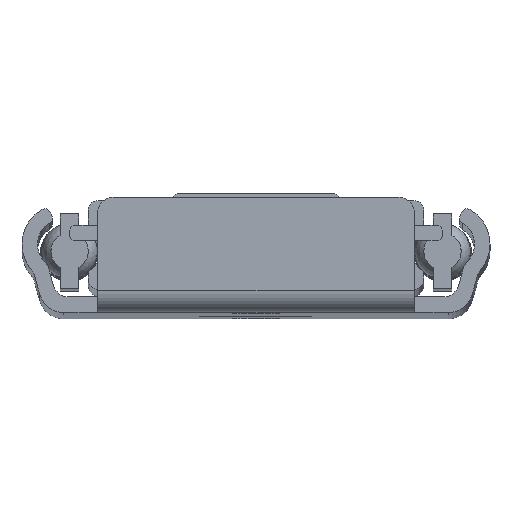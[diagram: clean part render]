
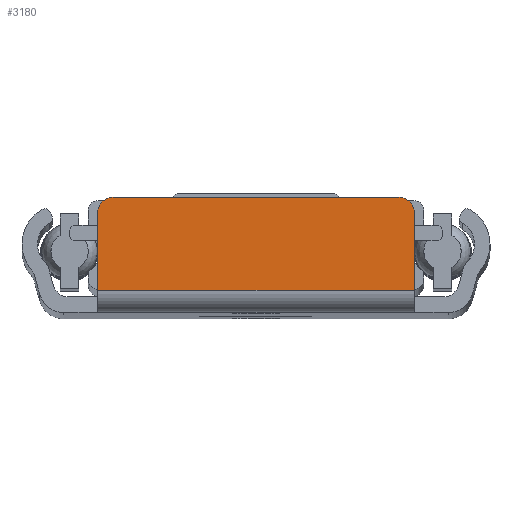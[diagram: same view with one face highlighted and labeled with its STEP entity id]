
A CAD part, top view. The second image highlights one B-rep face of the part: STEP entity #3180.
In plain terms, the highlighted planar face has unit normal (0, 0, 1).
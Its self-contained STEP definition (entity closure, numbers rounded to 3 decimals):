
#1700=CARTESIAN_POINT('',(-25.506,16.005,1422.4));
#1701=VERTEX_POINT('',#1700);
#1702=CARTESIAN_POINT('',(-23.006,18.505,1422.4));
#1703=VERTEX_POINT('',#1702);
#1704=CARTESIAN_POINT('',(-23.006,16.005,1422.4));
#1705=DIRECTION('',(0.,0.,-1.0));
#1706=DIRECTION('',(-0.707,0.707,0.));
#1707=AXIS2_PLACEMENT_3D('',#1704,#1705,#1706);
#1708=CIRCLE('',#1707,2.5);
#1709=EDGE_CURVE('',#1701,#1703,#1708,.T.);
#1751=CARTESIAN_POINT('',(-25.506,3.505,1422.4));
#1752=VERTEX_POINT('',#1751);
#1759=CARTESIAN_POINT('',(-25.506,3.505,1422.4));
#1760=DIRECTION('',(0.0,1.0,0.0));
#1761=VECTOR('',#1760,12.5);
#1762=LINE('',#1759,#1761);
#1763=EDGE_CURVE('',#1752,#1701,#1762,.T.);
#1814=CARTESIAN_POINT('',(22.994,18.505,1422.4));
#1815=VERTEX_POINT('',#1814);
#1816=CARTESIAN_POINT('',(25.494,16.005,1422.4));
#1817=VERTEX_POINT('',#1816);
#1818=CARTESIAN_POINT('',(22.994,16.005,1422.4));
#1819=DIRECTION('',(0.,0.,-1.0));
#1820=DIRECTION('',(0.707,0.707,0.));
#1821=AXIS2_PLACEMENT_3D('',#1818,#1819,#1820);
#1822=CIRCLE('',#1821,2.5);
#1823=EDGE_CURVE('',#1815,#1817,#1822,.T.);
#1847=CARTESIAN_POINT('',(25.494,3.505,1422.4));
#1848=VERTEX_POINT('',#1847);
#1849=CARTESIAN_POINT('',(25.494,16.005,1422.4));
#1850=DIRECTION('',(0.0,-1.0,0.0));
#1851=VECTOR('',#1850,12.5);
#1852=LINE('',#1849,#1851);
#1853=EDGE_CURVE('',#1817,#1848,#1852,.T.);
#3080=CARTESIAN_POINT('',(-25.506,3.505,1422.4));
#3081=DIRECTION('',(1.0,0.0,0.0));
#3082=VECTOR('',#3081,51.);
#3083=LINE('',#3080,#3082);
#3084=EDGE_CURVE('',#1752,#1848,#3083,.T.);
#3156=CARTESIAN_POINT('',(-23.006,18.505,1422.4));
#3157=DIRECTION('',(1.0,0.0,0.0));
#3158=VECTOR('',#3157,46.);
#3159=LINE('',#3156,#3158);
#3160=EDGE_CURVE('',#1703,#1815,#3159,.T.);
#3167=CARTESIAN_POINT('',(-0.006,9.679,1422.4));
#3168=DIRECTION('',(0.0,0.0,-1.0));
#3169=DIRECTION('',(0.0,1.0,0.0));
#3170=AXIS2_PLACEMENT_3D('',#3167,#3168,#3169);
#3171=PLANE('',#3170);
#3172=ORIENTED_EDGE('',*,*,#1709,.F.);
#3173=ORIENTED_EDGE('',*,*,#1763,.F.);
#3174=ORIENTED_EDGE('',*,*,#3084,.T.);
#3175=ORIENTED_EDGE('',*,*,#1853,.F.);
#3176=ORIENTED_EDGE('',*,*,#1823,.F.);
#3177=ORIENTED_EDGE('',*,*,#3160,.F.);
#3178=EDGE_LOOP('',(#3172,#3173,#3174,#3175,#3176,#3177));
#3179=FACE_OUTER_BOUND('',#3178,.T.);
#3180=ADVANCED_FACE('',(#3179),#3171,.F.);
